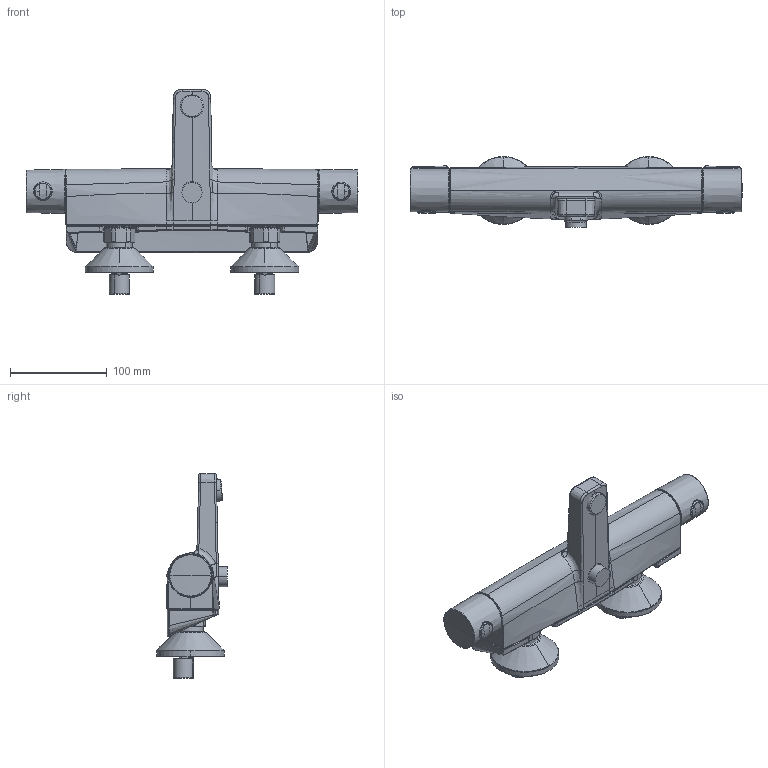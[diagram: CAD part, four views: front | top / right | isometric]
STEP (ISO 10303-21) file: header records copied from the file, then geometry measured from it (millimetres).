
FILE_DESCRIPTION (( 'STEP AP203' ), '1' );
FILE_NAME ('7140NU(2023)+65132201(2023)+6513220133(2023).STEP', '2022-12-21T09:54:53', ( '' ), ( '' ), 'SwSTEP 2.0', 'SolidWorks 2016', '' );
FILE_SCHEMA (( 'CONFIG_CONTROL_DESIGN' ));
Products named in the file (1): 7140NU(2023)+65132201(2023)+6513220133(2023)
Bounding box: 342.5 x 73.21 x 211.27 mm (x, y, z)
Surface area: 194727.8 mm2 (no closed solid volume)
Topology: 0 solids, 16 shells, 870 faces, 2119 edges, 1268 vertices
Faces by surface type: bspline 544, cylinder 136, plane 112, cone 48, torus 18, sphere 12
Entity records: 62709 total; most frequent: CARTESIAN_POINT 46761, ORIENTED_EDGE 4182, EDGE_CURVE 2095, DIRECTION 1972, VERTEX_POINT 1268, B_SPLINE_CURVE_WITH_KNOTS 1212, EDGE_LOOP 889, ADVANCED_FACE 870
